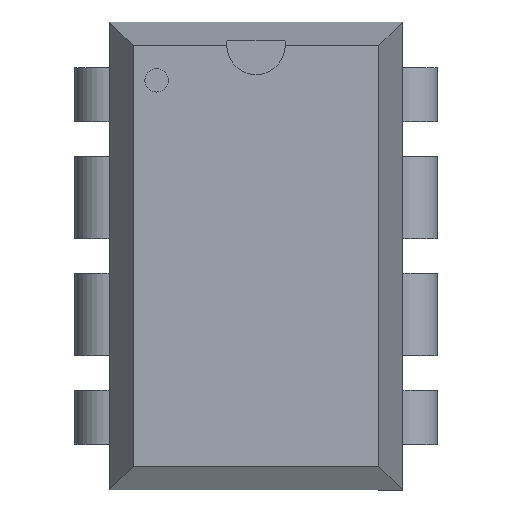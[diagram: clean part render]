
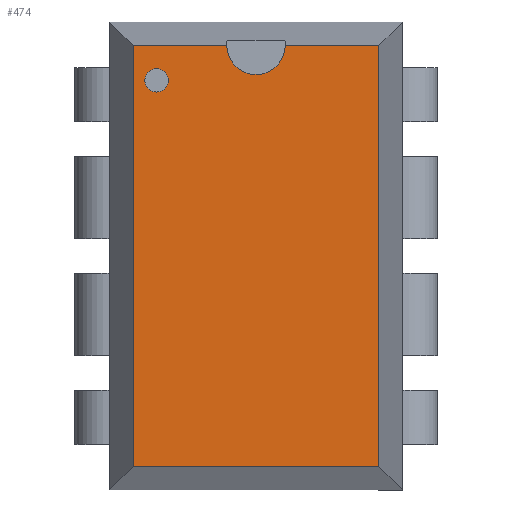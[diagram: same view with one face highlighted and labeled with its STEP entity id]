
A CAD part, top view. The second image highlights one B-rep face of the part: STEP entity #474.
In plain terms, the highlighted planar face has unit normal (0, 0, 1).
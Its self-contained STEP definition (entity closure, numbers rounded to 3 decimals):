
#72=CARTESIAN_POINT('',(-2.159,3.556,5.33));
#73=VERTEX_POINT('',#72);
#89=CARTESIAN_POINT('',(-2.159,4.064,5.33));
#90=VERTEX_POINT('',#89);
#97=CARTESIAN_POINT('',(-2.159,3.81,5.33));
#98=DIRECTION('',(0.0,0.0,-1.0));
#99=DIRECTION('',(0.0,-1.0,0.0));
#100=AXIS2_PLACEMENT_3D('',#97,#98,#99);
#101=CIRCLE('',#100,0.254);
#102=EDGE_CURVE('',#73,#90,#101,.T.);
#113=CARTESIAN_POINT('',(-2.159,3.81,5.33));
#114=DIRECTION('',(0.0,0.0,-1.0));
#115=DIRECTION('',(0.0,-1.0,0.0));
#116=AXIS2_PLACEMENT_3D('',#113,#114,#115);
#117=CIRCLE('',#116,0.254);
#118=EDGE_CURVE('',#90,#73,#117,.T.);
#177=CARTESIAN_POINT('',(0.635,4.572,5.33));
#178=VERTEX_POINT('',#177);
#200=CARTESIAN_POINT('',(-0.635,4.572,5.33));
#201=VERTEX_POINT('',#200);
#202=CARTESIAN_POINT('',(0.0,4.572,5.33));
#203=DIRECTION('',(0.0,0.0,-1.0));
#204=DIRECTION('',(0.0,-1.0,0.0));
#205=AXIS2_PLACEMENT_3D('',#202,#203,#204);
#206=CIRCLE('',#205,0.635);
#207=EDGE_CURVE('',#178,#201,#206,.T.);
#244=CARTESIAN_POINT('',(2.667,4.572,5.33));
#245=VERTEX_POINT('',#244);
#246=CARTESIAN_POINT('',(0.635,4.572,5.33));
#247=DIRECTION('',(1.0,0.0,0.0));
#248=VECTOR('',#247,2.032);
#249=LINE('',#246,#248);
#250=EDGE_CURVE('',#178,#245,#249,.T.);
#268=CARTESIAN_POINT('',(-2.667,4.572,5.33));
#269=VERTEX_POINT('',#268);
#276=CARTESIAN_POINT('',(-2.667,4.572,5.33));
#277=DIRECTION('',(1.0,0.0,0.0));
#278=VECTOR('',#277,2.032);
#279=LINE('',#276,#278);
#280=EDGE_CURVE('',#269,#201,#279,.T.);
#420=CARTESIAN_POINT('',(2.667,-4.572,5.33));
#421=VERTEX_POINT('',#420);
#422=CARTESIAN_POINT('',(2.667,-4.572,5.33));
#423=DIRECTION('',(0.0,1.0,0.0));
#424=VECTOR('',#423,9.144);
#425=LINE('',#422,#424);
#426=EDGE_CURVE('',#421,#245,#425,.T.);
#445=CARTESIAN_POINT('',(-2.934,5.029,5.33));
#446=DIRECTION('',(0.0,0.0,1.0));
#447=DIRECTION('',(1.0,0.0,0.0));
#448=AXIS2_PLACEMENT_3D('',#445,#446,#447);
#449=PLANE('',#448);
#450=ORIENTED_EDGE('',*,*,#207,.T.);
#451=ORIENTED_EDGE('',*,*,#280,.F.);
#452=CARTESIAN_POINT('',(-2.667,-4.572,5.33));
#453=VERTEX_POINT('',#452);
#454=CARTESIAN_POINT('',(-2.667,-4.572,5.33));
#455=DIRECTION('',(0.0,1.0,0.0));
#456=VECTOR('',#455,9.144);
#457=LINE('',#454,#456);
#458=EDGE_CURVE('',#453,#269,#457,.T.);
#459=ORIENTED_EDGE('',*,*,#458,.F.);
#460=CARTESIAN_POINT('',(2.667,-4.572,5.33));
#461=DIRECTION('',(-1.0,0.0,0.0));
#462=VECTOR('',#461,5.334);
#463=LINE('',#460,#462);
#464=EDGE_CURVE('',#421,#453,#463,.T.);
#465=ORIENTED_EDGE('',*,*,#464,.F.);
#466=ORIENTED_EDGE('',*,*,#426,.T.);
#467=ORIENTED_EDGE('',*,*,#250,.F.);
#468=EDGE_LOOP('',(#450,#451,#459,#465,#466,#467));
#469=FACE_OUTER_BOUND('',#468,.T.);
#470=ORIENTED_EDGE('',*,*,#118,.T.);
#471=ORIENTED_EDGE('',*,*,#102,.T.);
#472=EDGE_LOOP('',(#470,#471));
#473=FACE_BOUND('',#472,.T.);
#474=ADVANCED_FACE('',(#469,#473),#449,.T.);
